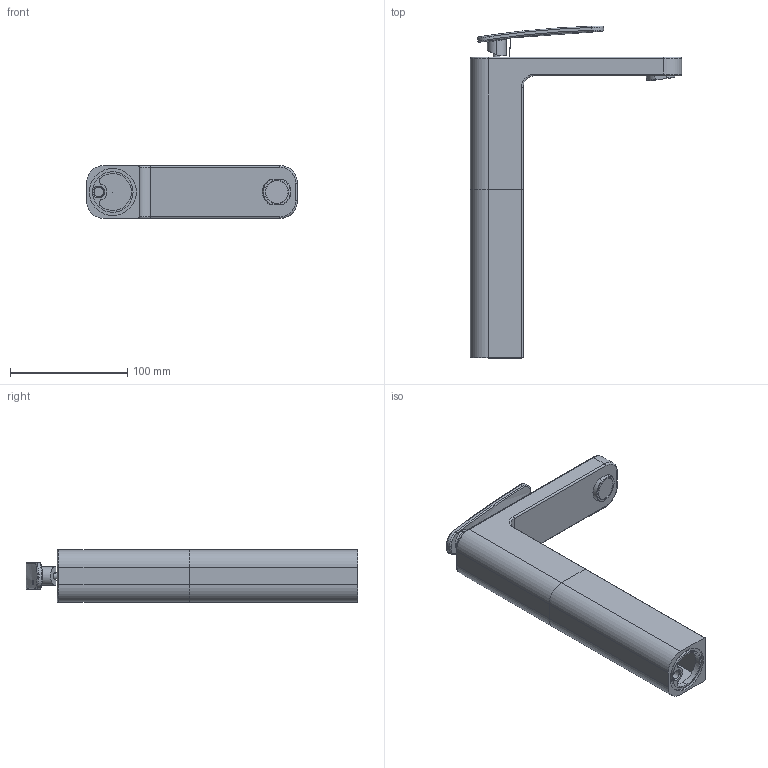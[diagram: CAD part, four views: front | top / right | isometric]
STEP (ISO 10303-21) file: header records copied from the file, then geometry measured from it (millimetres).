
FILE_DESCRIPTION (( 'STEP AP214' ), '1' );
FILE_NAME ('818100.STEP', '2020-08-21T08:28:03', ( '' ), ( '' ), 'SwSTEP 2.0', 'SolidWorks 2016', '' );
FILE_SCHEMA (( 'AUTOMOTIVE_DESIGN' ));
Length unit declared in the file: millimetre
Products named in the file (1): 818100
Bounding box: 180 x 282.98 x 45 mm (x, y, z)
Volume: 398657.2 mm3; surface area: 101859 mm2
Topology: 4 solids, 11 shells, 284 faces, 684 edges, 431 vertices
Faces by surface type: cylinder 113, plane 111, bspline 26, torus 22, cone 7, sphere 5
Entity records: 13436 total; most frequent: CARTESIAN_POINT 3778, ORIENTED_EDGE 1358, DIRECTION 1323, EDGE_CURVE 679, AXIS2_PLACEMENT_3D 498, VERTEX_POINT 431, LINE 327, VECTOR 327
